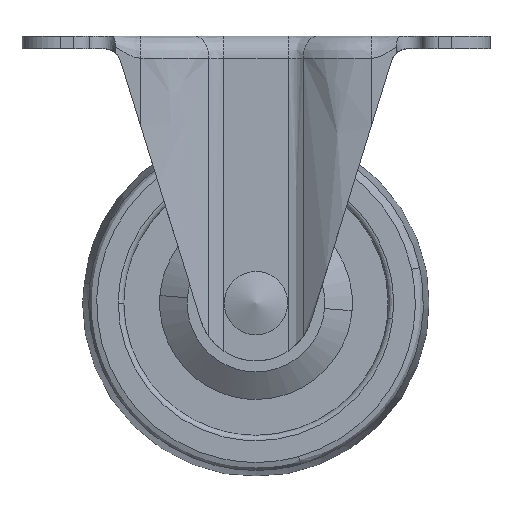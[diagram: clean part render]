
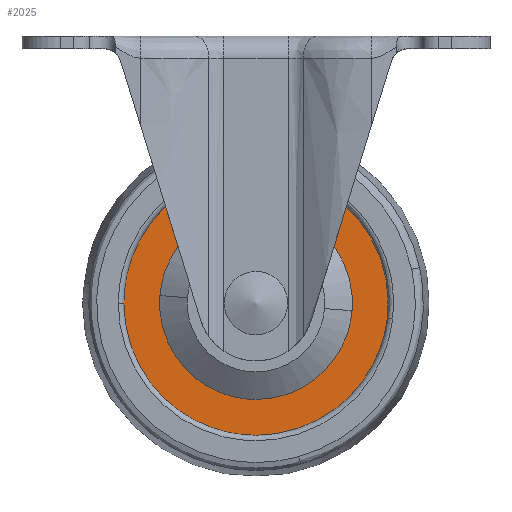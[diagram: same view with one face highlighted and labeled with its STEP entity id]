
A CAD part, front view. The second image highlights one B-rep face of the part: STEP entity #2025.
In plain terms, the highlighted free-form (B-spline) face has degree [1, 1] with [2, 2] control points.
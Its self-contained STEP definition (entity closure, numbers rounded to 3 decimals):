
#278=CARTESIAN_POINT('',(-17.446,-9.5,-47.127));
#279=VERTEX_POINT('',#278);
#285=CARTESIAN_POINT('',(0.0,-9.5,-66.0));
#286=VERTEX_POINT('',#285);
#287=CARTESIAN_POINT('',(-17.446,-9.5,-47.127));
#288=CARTESIAN_POINT('',(-17.5,-9.5,-47.812));
#289=CARTESIAN_POINT('',(-17.5,-9.5,-48.5));
#290=CARTESIAN_POINT('',(-17.5,-9.5,-66.0));
#291=CARTESIAN_POINT('',(0.0,-9.5,-66.0));
#299=(BOUNDED_CURVE()B_SPLINE_CURVE(2,(#287,#288,#289,#290,#291),.UNSPECIFIED.,.F.,.U.)B_SPLINE_CURVE_WITH_KNOTS((3,2,3),(0.736,0.75,1.0),.UNSPECIFIED.)CURVE()GEOMETRIC_REPRESENTATION_ITEM()RATIONAL_B_SPLINE_CURVE((0.97,0.984,1.0,0.707,1.0))REPRESENTATION_ITEM(''));
#300=EDGE_CURVE('',#279,#286,#299,.T.);
#302=CARTESIAN_POINT('',(17.446,-9.5,-49.873));
#303=VERTEX_POINT('',#302);
#304=CARTESIAN_POINT('',(0.0,-9.5,-66.0));
#305=CARTESIAN_POINT('',(16.177,-9.5,-66.0));
#306=CARTESIAN_POINT('',(17.446,-9.5,-49.873));
#314=(BOUNDED_CURVE()B_SPLINE_CURVE(2,(#304,#305,#306),.UNSPECIFIED.,.F.,.U.)B_SPLINE_CURVE_WITH_KNOTS((3,3),(0.0,0.236),.UNSPECIFIED.)CURVE()GEOMETRIC_REPRESENTATION_ITEM()RATIONAL_B_SPLINE_CURVE((1.0,0.723,0.97))REPRESENTATION_ITEM(''));
#315=EDGE_CURVE('',#286,#303,#314,.T.);
#361=CARTESIAN_POINT('',(0.0,-9.5,-31.0));
#362=VERTEX_POINT('',#361);
#363=CARTESIAN_POINT('',(17.446,-9.5,-49.873));
#364=CARTESIAN_POINT('',(17.5,-9.5,-49.188));
#365=CARTESIAN_POINT('',(17.5,-9.5,-48.5));
#366=CARTESIAN_POINT('',(17.5,-9.5,-31.));
#367=CARTESIAN_POINT('',(0.0,-9.5,-31.0));
#375=(BOUNDED_CURVE()B_SPLINE_CURVE(2,(#363,#364,#365,#366,#367),.UNSPECIFIED.,.F.,.U.)B_SPLINE_CURVE_WITH_KNOTS((3,2,3),(0.236,0.25,0.5),.UNSPECIFIED.)CURVE()GEOMETRIC_REPRESENTATION_ITEM()RATIONAL_B_SPLINE_CURVE((0.97,0.984,1.0,0.707,1.0))REPRESENTATION_ITEM(''));
#376=EDGE_CURVE('',#303,#362,#375,.T.);
#378=CARTESIAN_POINT('',(0.0,-9.5,-31.0));
#379=CARTESIAN_POINT('',(-16.177,-9.5,-31.0));
#380=CARTESIAN_POINT('',(-17.446,-9.5,-47.127));
#388=(BOUNDED_CURVE()B_SPLINE_CURVE(2,(#378,#379,#380),.UNSPECIFIED.,.F.,.U.)B_SPLINE_CURVE_WITH_KNOTS((3,3),(0.5,0.736),.UNSPECIFIED.)CURVE()GEOMETRIC_REPRESENTATION_ITEM()RATIONAL_B_SPLINE_CURVE((1.0,0.723,0.97))REPRESENTATION_ITEM(''));
#389=EDGE_CURVE('',#362,#279,#388,.T.);
#995=CARTESIAN_POINT('',(23.839,-9.5,-51.271));
#996=VERTEX_POINT('',#995);
#997=CARTESIAN_POINT('',(0.0,-9.5,-24.5));
#998=VERTEX_POINT('',#997);
#999=CARTESIAN_POINT('',(23.839,-9.5,-51.271));
#1000=CARTESIAN_POINT('',(24.0,-9.5,-49.89));
#1001=CARTESIAN_POINT('',(24.0,-9.5,-48.5));
#1002=CARTESIAN_POINT('',(24.,-9.5,-24.5));
#1003=CARTESIAN_POINT('',(0.0,-9.5,-24.5));
#1011=(BOUNDED_CURVE()B_SPLINE_CURVE(2,(#999,#1000,#1001,#1002,#1003),.UNSPECIFIED.,.F.,.U.)B_SPLINE_CURVE_WITH_KNOTS((3,2,3),(0.23,0.25,0.5),.UNSPECIFIED.)CURVE()GEOMETRIC_REPRESENTATION_ITEM()RATIONAL_B_SPLINE_CURVE((0.957,0.977,1.0,0.707,1.0))REPRESENTATION_ITEM(''));
#1012=EDGE_CURVE('',#996,#998,#1011,.T.);
#1061=CARTESIAN_POINT('',(-24.0,-9.5,-48.5));
#1062=VERTEX_POINT('',#1061);
#1076=CARTESIAN_POINT('',(0.0,-9.5,-24.5));
#1077=CARTESIAN_POINT('',(-24.,-9.5,-24.5));
#1078=CARTESIAN_POINT('',(-24.,-9.5,-48.5));
#1086=(BOUNDED_CURVE()B_SPLINE_CURVE(2,(#1076,#1077,#1078),.UNSPECIFIED.,.F.,.U.)B_SPLINE_CURVE_WITH_KNOTS((3,3),(0.5,0.75),.UNSPECIFIED.)CURVE()GEOMETRIC_REPRESENTATION_ITEM()RATIONAL_B_SPLINE_CURVE((1.0,0.707,1.))REPRESENTATION_ITEM(''));
#1087=EDGE_CURVE('',#998,#1062,#1086,.T.);
#1115=CARTESIAN_POINT('',(0.0,-9.5,-72.5));
#1116=VERTEX_POINT('',#1115);
#1117=CARTESIAN_POINT('',(0.0,-9.5,-72.5));
#1118=CARTESIAN_POINT('',(21.372,-9.5,-72.5));
#1119=CARTESIAN_POINT('',(23.839,-9.5,-51.271));
#1127=(BOUNDED_CURVE()B_SPLINE_CURVE(2,(#1117,#1118,#1119),.UNSPECIFIED.,.F.,.U.)B_SPLINE_CURVE_WITH_KNOTS((3,3),(0.0,0.23),.UNSPECIFIED.)CURVE()GEOMETRIC_REPRESENTATION_ITEM()RATIONAL_B_SPLINE_CURVE((1.0,0.731,0.957))REPRESENTATION_ITEM(''));
#1128=EDGE_CURVE('',#1116,#996,#1127,.T.);
#1130=CARTESIAN_POINT('',(-24.,-9.5,-48.5));
#1131=CARTESIAN_POINT('',(-24.,-9.5,-72.5));
#1132=CARTESIAN_POINT('',(0.0,-9.5,-72.5));
#1140=(BOUNDED_CURVE()B_SPLINE_CURVE(2,(#1130,#1131,#1132),.UNSPECIFIED.,.F.,.U.)B_SPLINE_CURVE_WITH_KNOTS((3,3),(0.75,1.0),.UNSPECIFIED.)CURVE()GEOMETRIC_REPRESENTATION_ITEM()RATIONAL_B_SPLINE_CURVE((1.0,0.707,1.0))REPRESENTATION_ITEM(''));
#1141=EDGE_CURVE('',#1062,#1116,#1140,.T.);
#2008=CARTESIAN_POINT('',(-26.398,-9.5,-74.898));
#2009=CARTESIAN_POINT('',(-26.398,-9.5,-22.102));
#2010=CARTESIAN_POINT('',(26.397,-9.5,-74.898));
#2011=CARTESIAN_POINT('',(26.397,-9.5,-22.102));
#2012=B_SPLINE_SURFACE_WITH_KNOTS('',1,1,((#2008,#2010),(#2009,#2011)),.UNSPECIFIED.,.F.,.F.,.U.,(2,2),(2,2),(0.0,52.795),(0.0,52.795),.UNSPECIFIED.);
#2013=ORIENTED_EDGE('',*,*,#1128,.T.);
#2014=ORIENTED_EDGE('',*,*,#1012,.T.);
#2015=ORIENTED_EDGE('',*,*,#1087,.T.);
#2016=ORIENTED_EDGE('',*,*,#1141,.T.);
#2017=EDGE_LOOP('',(#2013,#2014,#2015,#2016));
#2018=FACE_OUTER_BOUND('',#2017,.T.);
#2019=ORIENTED_EDGE('',*,*,#389,.F.);
#2020=ORIENTED_EDGE('',*,*,#376,.F.);
#2021=ORIENTED_EDGE('',*,*,#315,.F.);
#2022=ORIENTED_EDGE('',*,*,#300,.F.);
#2023=EDGE_LOOP('',(#2019,#2020,#2021,#2022));
#2024=FACE_BOUND('',#2023,.T.);
#2025=ADVANCED_FACE('',(#2018,#2024),#2012,.F.);
